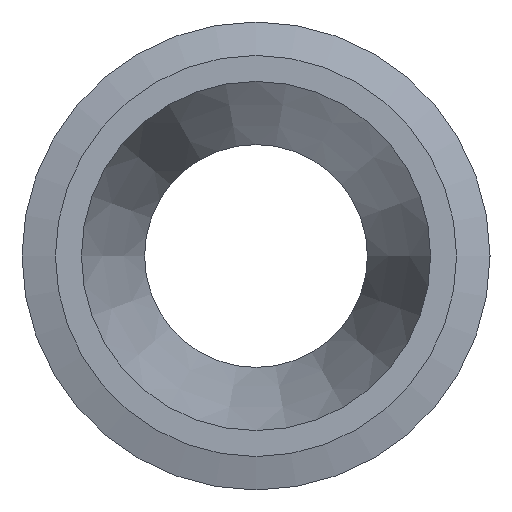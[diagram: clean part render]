
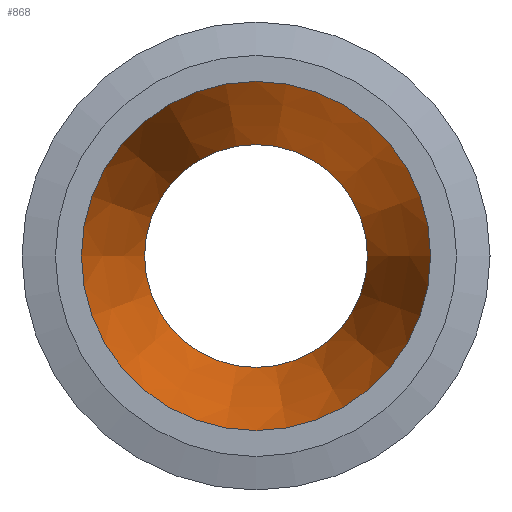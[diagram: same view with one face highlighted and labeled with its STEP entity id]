
A CAD part, left-side view. The second image highlights one B-rep face of the part: STEP entity #868.
In plain terms, the highlighted conical face has half-angle 15 degrees and reference radius 19.25 mm.
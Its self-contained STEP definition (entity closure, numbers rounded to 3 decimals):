
#46=LINE('',#1623,#70);
#70=VECTOR('',#1355,19.25);
#85=CONICAL_SURFACE('',#1035,19.25,0.262);
#135=FACE_OUTER_BOUND('',#180,.T.);
#180=EDGE_LOOP('',(#771,#772,#773,#774,#775,#776));
#203=CIRCLE('',#919,15.);
#204=CIRCLE('',#920,15.);
#286=CIRCLE('',#1033,23.5);
#287=CIRCLE('',#1034,23.5);
#309=VERTEX_POINT('',#1413);
#310=VERTEX_POINT('',#1414);
#382=VERTEX_POINT('',#1618);
#383=VERTEX_POINT('',#1619);
#411=EDGE_CURVE('',#309,#310,#203,.T.);
#413=EDGE_CURVE('',#310,#309,#204,.T.);
#512=EDGE_CURVE('',#382,#383,#286,.T.);
#513=EDGE_CURVE('',#383,#382,#287,.T.);
#514=EDGE_CURVE('',#383,#310,#46,.T.);
#771=ORIENTED_EDGE('',*,*,#512,.T.);
#772=ORIENTED_EDGE('',*,*,#514,.T.);
#773=ORIENTED_EDGE('',*,*,#411,.F.);
#774=ORIENTED_EDGE('',*,*,#413,.F.);
#775=ORIENTED_EDGE('',*,*,#514,.F.);
#776=ORIENTED_EDGE('',*,*,#513,.T.);
#868=ADVANCED_FACE('',(#135),#85,.F.);
#919=AXIS2_PLACEMENT_3D('',#1415,#1103,#1104);
#920=AXIS2_PLACEMENT_3D('',#1417,#1106,#1107);
#1033=AXIS2_PLACEMENT_3D('',#1620,#1349,#1350);
#1034=AXIS2_PLACEMENT_3D('',#1621,#1351,#1352);
#1035=AXIS2_PLACEMENT_3D('',#1622,#1353,#1354);
#1103=DIRECTION('center_axis',(-1.,0.,0.));
#1104=DIRECTION('ref_axis',(0.,-1.,0.));
#1106=DIRECTION('center_axis',(-1.,0.,0.));
#1107=DIRECTION('ref_axis',(0.,-1.,0.));
#1349=DIRECTION('center_axis',(-1.,0.,0.));
#1350=DIRECTION('ref_axis',(0.,-1.,0.));
#1351=DIRECTION('center_axis',(-1.,0.,0.));
#1352=DIRECTION('ref_axis',(0.,-1.,0.));
#1353=DIRECTION('center_axis',(-1.,0.,0.));
#1354=DIRECTION('ref_axis',(0.,-1.,0.));
#1355=DIRECTION('',(0.966,-0.259,0.));
#1413=CARTESIAN_POINT('',(31.722,-15.,0.));
#1414=CARTESIAN_POINT('',(31.722,15.,0.));
#1415=CARTESIAN_POINT('Origin',(31.722,0.,0.));
#1417=CARTESIAN_POINT('Origin',(31.722,0.,0.));
#1618=CARTESIAN_POINT('',(0.,-23.5,0.));
#1619=CARTESIAN_POINT('',(0.,23.5,0.));
#1620=CARTESIAN_POINT('Origin',(0.,0.,0.));
#1621=CARTESIAN_POINT('Origin',(0.,0.,0.));
#1622=CARTESIAN_POINT('Origin',(15.861,0.,0.));
#1623=CARTESIAN_POINT('',(15.861,19.25,0.));
